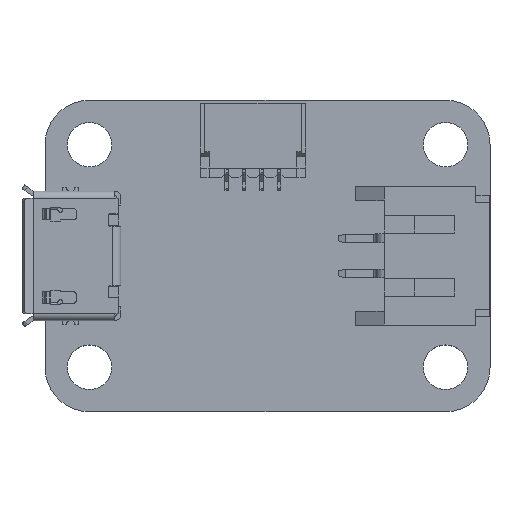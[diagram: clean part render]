
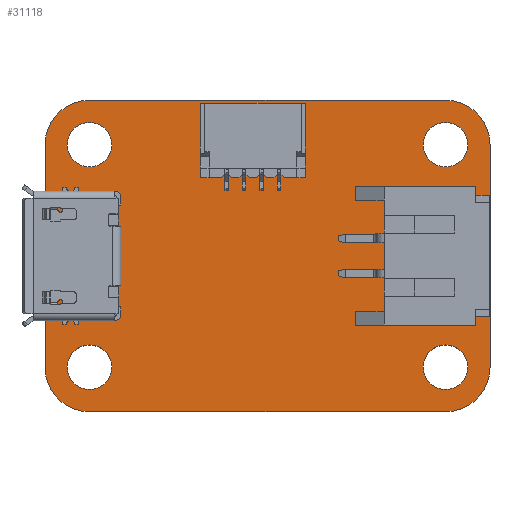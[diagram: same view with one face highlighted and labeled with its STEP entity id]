
A CAD part, top view. The second image highlights one B-rep face of the part: STEP entity #31118.
In plain terms, the highlighted planar face has unit normal (0, 0, 1).
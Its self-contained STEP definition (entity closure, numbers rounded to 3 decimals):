
#30903 = VERTEX_POINT('',#30904);
#30904 = CARTESIAN_POINT('',(72.86,-50.,1.51));
#30910 = EDGE_CURVE('',#30903,#30911,#30913,.T.);
#30911 = VERTEX_POINT('',#30912);
#30912 = CARTESIAN_POINT('',(75.4,-52.54,1.51));
#30913 = CIRCLE('',#30914,2.54);
#30914 = AXIS2_PLACEMENT_3D('',#30915,#30916,#30917);
#30915 = CARTESIAN_POINT('',(72.86,-52.54,1.51));
#30916 = DIRECTION('',(0.,0.,-1.));
#30917 = DIRECTION('',(0.,1.,0.));
#30945 = VERTEX_POINT('',#30946);
#30946 = CARTESIAN_POINT('',(52.54,-50.,1.51));
#30952 = EDGE_CURVE('',#30945,#30903,#30953,.T.);
#30953 = LINE('',#30954,#30955);
#30954 = CARTESIAN_POINT('',(52.54,-50.,1.51));
#30955 = VECTOR('',#30956,1.);
#30956 = DIRECTION('',(1.,0.,0.));
#30974 = EDGE_CURVE('',#30911,#30975,#30977,.T.);
#30975 = VERTEX_POINT('',#30976);
#30976 = CARTESIAN_POINT('',(75.4,-65.24,1.51));
#30977 = LINE('',#30978,#30979);
#30978 = CARTESIAN_POINT('',(75.4,-52.54,1.51));
#30979 = VECTOR('',#30980,1.);
#30980 = DIRECTION('',(0.,-1.,0.));
#31118 = ADVANCED_FACE('',(#31119,#31165,#31176,#31187,#31198,#31209,
    #31220),#31231,.T.);
#31119 = FACE_BOUND('',#31120,.T.);
#31120 = EDGE_LOOP('',(#31121,#31122,#31123,#31132,#31140,#31149,#31157,
    #31164));
#31121 = ORIENTED_EDGE('',*,*,#30910,.F.);
#31122 = ORIENTED_EDGE('',*,*,#30952,.F.);
#31123 = ORIENTED_EDGE('',*,*,#31124,.F.);
#31124 = EDGE_CURVE('',#31125,#30945,#31127,.T.);
#31125 = VERTEX_POINT('',#31126);
#31126 = CARTESIAN_POINT('',(50.,-52.54,1.51));
#31127 = CIRCLE('',#31128,2.54);
#31128 = AXIS2_PLACEMENT_3D('',#31129,#31130,#31131);
#31129 = CARTESIAN_POINT('',(52.54,-52.54,1.51));
#31130 = DIRECTION('',(0.,0.,-1.));
#31131 = DIRECTION('',(-1.,0.,0.));
#31132 = ORIENTED_EDGE('',*,*,#31133,.F.);
#31133 = EDGE_CURVE('',#31134,#31125,#31136,.T.);
#31134 = VERTEX_POINT('',#31135);
#31135 = CARTESIAN_POINT('',(50.,-65.24,1.51));
#31136 = LINE('',#31137,#31138);
#31137 = CARTESIAN_POINT('',(50.,-65.24,1.51));
#31138 = VECTOR('',#31139,1.);
#31139 = DIRECTION('',(0.,1.,0.));
#31140 = ORIENTED_EDGE('',*,*,#31141,.F.);
#31141 = EDGE_CURVE('',#31142,#31134,#31144,.T.);
#31142 = VERTEX_POINT('',#31143);
#31143 = CARTESIAN_POINT('',(52.54,-67.78,1.51));
#31144 = CIRCLE('',#31145,2.54);
#31145 = AXIS2_PLACEMENT_3D('',#31146,#31147,#31148);
#31146 = CARTESIAN_POINT('',(52.54,-65.24,1.51));
#31147 = DIRECTION('',(0.,0.,-1.));
#31148 = DIRECTION('',(0.,-1.,-0.));
#31149 = ORIENTED_EDGE('',*,*,#31150,.F.);
#31150 = EDGE_CURVE('',#31151,#31142,#31153,.T.);
#31151 = VERTEX_POINT('',#31152);
#31152 = CARTESIAN_POINT('',(72.86,-67.78,1.51));
#31153 = LINE('',#31154,#31155);
#31154 = CARTESIAN_POINT('',(72.86,-67.78,1.51));
#31155 = VECTOR('',#31156,1.);
#31156 = DIRECTION('',(-1.,0.,0.));
#31157 = ORIENTED_EDGE('',*,*,#31158,.F.);
#31158 = EDGE_CURVE('',#30975,#31151,#31159,.T.);
#31159 = CIRCLE('',#31160,2.54);
#31160 = AXIS2_PLACEMENT_3D('',#31161,#31162,#31163);
#31161 = CARTESIAN_POINT('',(72.86,-65.24,1.51));
#31162 = DIRECTION('',(0.,0.,-1.));
#31163 = DIRECTION('',(1.,0.,0.));
#31164 = ORIENTED_EDGE('',*,*,#30974,.F.);
#31165 = FACE_BOUND('',#31166,.T.);
#31166 = EDGE_LOOP('',(#31167));
#31167 = ORIENTED_EDGE('',*,*,#31168,.F.);
#31168 = EDGE_CURVE('',#31169,#31169,#31171,.T.);
#31169 = VERTEX_POINT('',#31170);
#31170 = CARTESIAN_POINT('',(53.81,-65.24,1.51));
#31171 = CIRCLE('',#31172,1.27);
#31172 = AXIS2_PLACEMENT_3D('',#31173,#31174,#31175);
#31173 = CARTESIAN_POINT('',(52.54,-65.24,1.51));
#31174 = DIRECTION('',(0.,0.,1.));
#31175 = DIRECTION('',(1.,0.,-0.));
#31176 = FACE_BOUND('',#31177,.T.);
#31177 = EDGE_LOOP('',(#31178));
#31178 = ORIENTED_EDGE('',*,*,#31179,.T.);
#31179 = EDGE_CURVE('',#31180,#31180,#31182,.T.);
#31180 = VERTEX_POINT('',#31181);
#31181 = CARTESIAN_POINT('',(53.6,-61.165,1.51));
#31182 = CIRCLE('',#31183,0.275);
#31183 = AXIS2_PLACEMENT_3D('',#31184,#31185,#31186);
#31184 = CARTESIAN_POINT('',(53.6,-60.89,1.51));
#31185 = DIRECTION('',(-0.,0.,-1.));
#31186 = DIRECTION('',(-0.,-1.,0.));
#31187 = FACE_BOUND('',#31188,.T.);
#31188 = EDGE_LOOP('',(#31189));
#31189 = ORIENTED_EDGE('',*,*,#31190,.F.);
#31190 = EDGE_CURVE('',#31191,#31191,#31193,.T.);
#31191 = VERTEX_POINT('',#31192);
#31192 = CARTESIAN_POINT('',(74.13,-65.24,1.51));
#31193 = CIRCLE('',#31194,1.27);
#31194 = AXIS2_PLACEMENT_3D('',#31195,#31196,#31197);
#31195 = CARTESIAN_POINT('',(72.86,-65.24,1.51));
#31196 = DIRECTION('',(0.,0.,1.));
#31197 = DIRECTION('',(1.,0.,-0.));
#31198 = FACE_BOUND('',#31199,.T.);
#31199 = EDGE_LOOP('',(#31200));
#31200 = ORIENTED_EDGE('',*,*,#31201,.T.);
#31201 = EDGE_CURVE('',#31202,#31202,#31204,.T.);
#31202 = VERTEX_POINT('',#31203);
#31203 = CARTESIAN_POINT('',(53.6,-57.165,1.51));
#31204 = CIRCLE('',#31205,0.275);
#31205 = AXIS2_PLACEMENT_3D('',#31206,#31207,#31208);
#31206 = CARTESIAN_POINT('',(53.6,-56.89,1.51));
#31207 = DIRECTION('',(-0.,0.,-1.));
#31208 = DIRECTION('',(-0.,-1.,0.));
#31209 = FACE_BOUND('',#31210,.T.);
#31210 = EDGE_LOOP('',(#31211));
#31211 = ORIENTED_EDGE('',*,*,#31212,.F.);
#31212 = EDGE_CURVE('',#31213,#31213,#31215,.T.);
#31213 = VERTEX_POINT('',#31214);
#31214 = CARTESIAN_POINT('',(53.81,-52.54,1.51));
#31215 = CIRCLE('',#31216,1.27);
#31216 = AXIS2_PLACEMENT_3D('',#31217,#31218,#31219);
#31217 = CARTESIAN_POINT('',(52.54,-52.54,1.51));
#31218 = DIRECTION('',(0.,0.,1.));
#31219 = DIRECTION('',(1.,0.,-0.));
#31220 = FACE_BOUND('',#31221,.T.);
#31221 = EDGE_LOOP('',(#31222));
#31222 = ORIENTED_EDGE('',*,*,#31223,.F.);
#31223 = EDGE_CURVE('',#31224,#31224,#31226,.T.);
#31224 = VERTEX_POINT('',#31225);
#31225 = CARTESIAN_POINT('',(74.13,-52.54,1.51));
#31226 = CIRCLE('',#31227,1.27);
#31227 = AXIS2_PLACEMENT_3D('',#31228,#31229,#31230);
#31228 = CARTESIAN_POINT('',(72.86,-52.54,1.51));
#31229 = DIRECTION('',(0.,0.,1.));
#31230 = DIRECTION('',(1.,0.,-0.));
#31231 = PLANE('',#31232);
#31232 = AXIS2_PLACEMENT_3D('',#31233,#31234,#31235);
#31233 = CARTESIAN_POINT('',(0.,0.,1.51));
#31234 = DIRECTION('',(0.,0.,1.));
#31235 = DIRECTION('',(1.,0.,-0.));
